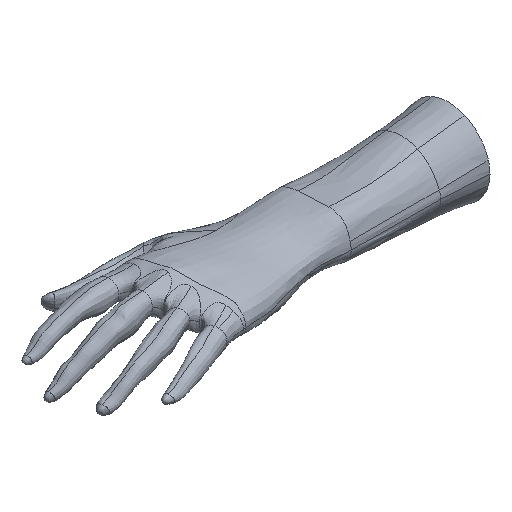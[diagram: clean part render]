
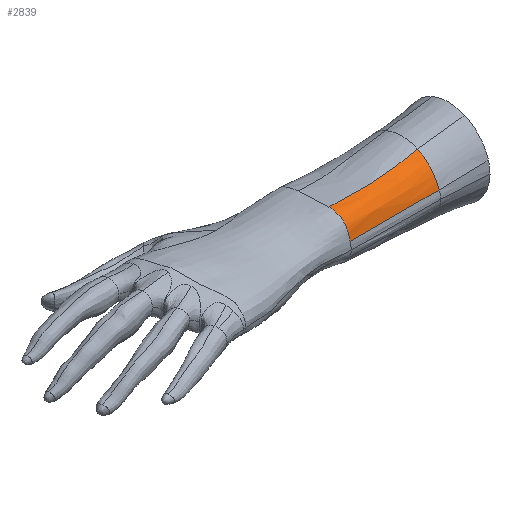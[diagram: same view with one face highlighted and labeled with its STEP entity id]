
A CAD part, isometric view. The second image highlights one B-rep face of the part: STEP entity #2839.
In plain terms, the highlighted free-form (B-spline) face has degree [3, 3] with [4, 10] control points.
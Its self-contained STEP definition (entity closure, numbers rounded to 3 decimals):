
#2=CARTESIAN_POINT('',(-358.,-23.318,147.683));
#22=CARTESIAN_POINT('',(-413.,-22.033,146.412));
#24=CARTESIAN_POINT('',(-413.,-22.033,146.412));
#25=CARTESIAN_POINT('',(-394.681,-22.771,146.746));
#26=CARTESIAN_POINT('',(-376.313,-22.834,146.818));
#27=CARTESIAN_POINT('',(-358.,-23.318,147.683));
#71=CARTESIAN_POINT('',(-358.,-9.757,163.25));
#72=CARTESIAN_POINT('',(-358.,-11.357,162.504));
#73=CARTESIAN_POINT('',(-358.,-13.623,161.099));
#74=CARTESIAN_POINT('',(-358.,-16.308,158.798));
#75=CARTESIAN_POINT('',(-358.,-18.121,156.863));
#76=CARTESIAN_POINT('',(-358.,-19.731,154.755));
#77=CARTESIAN_POINT('',(-358.,-21.118,152.497));
#78=CARTESIAN_POINT('',(-358.,-22.335,150.144));
#79=CARTESIAN_POINT('',(-358.,-23.015,148.512));
#80=CARTESIAN_POINT('',(-358.,-23.318,147.683));
#82=CARTESIAN_POINT('',(-413.,-22.033,146.412));
#83=CARTESIAN_POINT('',(-413.,-21.829,147.212));
#84=CARTESIAN_POINT('',(-413.,-21.385,148.802));
#85=CARTESIAN_POINT('',(-413.,-20.521,151.126));
#86=CARTESIAN_POINT('',(-413.,-19.361,153.321));
#87=CARTESIAN_POINT('',(-413.,-17.822,155.282));
#88=CARTESIAN_POINT('',(-413.,-15.827,156.788));
#89=CARTESIAN_POINT('',(-413.,-12.76,158.071));
#90=CARTESIAN_POINT('',(-413.,-10.28,158.39));
#91=CARTESIAN_POINT('',(-413.,-8.63,158.439));
#93=CARTESIAN_POINT('',(-413.,-8.63,158.439));
#94=CARTESIAN_POINT('',(-394.66,-10.089,158.485));
#95=CARTESIAN_POINT('',(-376.189,-11.251,160.928));
#96=CARTESIAN_POINT('',(-358.,-9.757,163.25));
#2610=VERTEX_POINT('',#22);
#2611=VERTEX_POINT('',#91);
#2620=VERTEX_POINT('',#2);
#2621=VERTEX_POINT('',#71);
#2790=CARTESIAN_POINT('',(-413.55,-22.059,
146.21));
#2791=CARTESIAN_POINT('',(-413.55,-21.843,
147.075));
#2792=CARTESIAN_POINT('',(-413.55,-21.383,
148.729));
#2793=CARTESIAN_POINT('',(-413.549,-20.489,
151.111));
#2794=CARTESIAN_POINT('',(-413.549,-19.324,
153.302));
#2795=CARTESIAN_POINT('',(-413.548,-17.784,
155.258));
#2796=CARTESIAN_POINT('',(-413.549,-15.792,
156.763));
#2797=CARTESIAN_POINT('',(-413.55,-12.665,
158.081));
#2798=CARTESIAN_POINT('',(-413.551,-10.107,
158.401));
#2799=CARTESIAN_POINT('',(-413.551,-8.388,
158.444));
#2800=CARTESIAN_POINT('',(-394.865,-22.83,
146.556));
#2801=CARTESIAN_POINT('',(-394.866,-22.59,
147.42));
#2802=CARTESIAN_POINT('',(-394.876,-22.241,
149.112));
#2803=CARTESIAN_POINT('',(-394.897,-21.581,
151.606));
#2804=CARTESIAN_POINT('',(-394.918,-20.598,
153.959));
#2805=CARTESIAN_POINT('',(-394.93,-19.1,
156.1));
#2806=CARTESIAN_POINT('',(-394.916,-16.986,
157.607));
#2807=CARTESIAN_POINT('',(-394.88,-13.812,
158.605));
#2808=CARTESIAN_POINT('',(-394.857,-11.466,
158.579));
#2809=CARTESIAN_POINT('',(-394.845,-9.899,
158.418));
#2810=CARTESIAN_POINT('',(-376.129,-22.891,
146.614));
#2811=CARTESIAN_POINT('',(-376.129,-22.623,
147.504));
#2812=CARTESIAN_POINT('',(-376.126,-22.022,
149.135));
#2813=CARTESIAN_POINT('',(-376.115,-20.963,
151.345));
#2814=CARTESIAN_POINT('',(-376.098,-19.82,
153.356));
#2815=CARTESIAN_POINT('',(-376.073,-18.495,
155.196));
#2816=CARTESIAN_POINT('',(-376.043,-17.004,
156.883));
#2817=CARTESIAN_POINT('',(-376.005,-14.724,
158.956));
#2818=CARTESIAN_POINT('',(-375.991,-12.68,
160.28));
#2819=CARTESIAN_POINT('',(-376.003,-11.109,
161.042));
#2820=CARTESIAN_POINT('',(-357.45,-23.405,
147.51));
#2821=CARTESIAN_POINT('',(-357.45,-23.082,
148.408));
#2822=CARTESIAN_POINT('',(-357.451,-22.378,
150.109));
#2823=CARTESIAN_POINT('',(-357.451,-21.123,
152.532));
#2824=CARTESIAN_POINT('',(-357.451,-19.728,
154.797));
#2825=CARTESIAN_POINT('',(-357.452,-18.11,
156.913));
#2826=CARTESIAN_POINT('',(-357.453,-16.287,
158.856));
#2827=CARTESIAN_POINT('',(-357.454,-13.535,
161.211));
#2828=CARTESIAN_POINT('',(-357.455,-11.193,
162.649));
#2829=CARTESIAN_POINT('',(-357.454,-9.519,
163.409));
#2830=B_SPLINE_SURFACE_WITH_KNOTS('',3,3,((#2790,#2791,#2792,#2793,#2794,#2795,
#2796,#2797,#2798,#2799),(#2800,#2801,#2802,#2803,#2804,#2805,#2806,#2807,#2808,
#2809),(#2810,#2811,#2812,#2813,#2814,#2815,#2816,#2817,#2818,#2819),(#2820,
#2821,#2822,#2823,#2824,#2825,#2826,#2827,#2828,#2829)),.UNSPECIFIED.,.F.,.F.,
.F.,(4,4),(4,1,1,1,1,1,1,4),(-0.01,1.01),(
0.063,0.103,0.139,0.175,
0.212,0.248,0.284,0.36),
.UNSPECIFIED.);
#2831=ORIENTED_EDGE('',*,*,#2781,.T.);
#2832=ORIENTED_EDGE('',*,*,#2672,.F.);
#2834=ORIENTED_EDGE('',*,*,#2833,.T.);
#2836=ORIENTED_EDGE('',*,*,#2835,.T.);
#2837=EDGE_LOOP('',(#2831,#2832,#2834,#2836));
#2838=FACE_OUTER_BOUND('',#2837,.F.);
#2839=ADVANCED_FACE('',(#2838),#2830,.T.);
#28=B_SPLINE_CURVE_WITH_KNOTS('',3,(#24,#25,#26,#27),.UNSPECIFIED.,.F.,.F.,(4,
4),(0.,1.),.UNSPECIFIED.);
#81=B_SPLINE_CURVE_WITH_KNOTS('',3,(#71,#72,#73,#74,#75,#76,#77,#78,#79,#80),
.UNSPECIFIED.,.F.,.F.,(4,1,1,1,1,1,1,4),(0.,0.25,0.375,0.5,0.625,
0.75,0.875,1.),.UNSPECIFIED.);
#92=B_SPLINE_CURVE_WITH_KNOTS('',3,(#82,#83,#84,#85,#86,#87,#88,#89,#90,#91),
.UNSPECIFIED.,.F.,.F.,(4,1,1,1,1,1,1,4),(0.,0.125,0.25,0.375,0.5,
0.625,0.75,1.),.UNSPECIFIED.);
#97=B_SPLINE_CURVE_WITH_KNOTS('',3,(#93,#94,#95,#96),.UNSPECIFIED.,.F.,.F.,(4,
4),(0.,1.),.UNSPECIFIED.);
#2672=EDGE_CURVE('',#2610,#2620,#28,.T.);
#2781=EDGE_CURVE('',#2621,#2620,#81,.T.);
#2833=EDGE_CURVE('',#2610,#2611,#92,.T.);
#2835=EDGE_CURVE('',#2611,#2621,#97,.T.);
